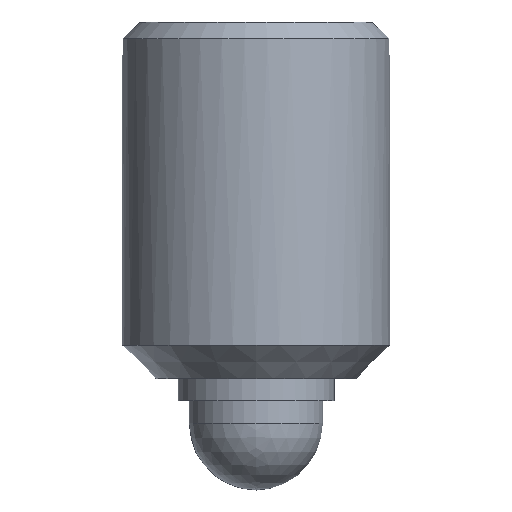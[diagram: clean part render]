
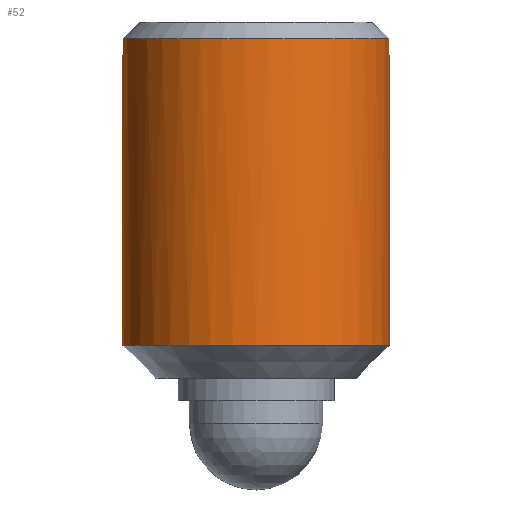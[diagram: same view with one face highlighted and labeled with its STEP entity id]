
A CAD part, left-side view. The second image highlights one B-rep face of the part: STEP entity #52.
In plain terms, the highlighted cylindrical face has radius 12 mm (diameter 24 mm), a full revolution.
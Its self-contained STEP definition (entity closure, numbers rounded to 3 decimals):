
#52 = ADVANCED_FACE( '', ( #108, #109 ), #110, .T. );
#108 = FACE_OUTER_BOUND( '', #163, .T. );
#109 = FACE_OUTER_BOUND( '', #164, .T. );
#110 = CYLINDRICAL_SURFACE( '', #165, 12. );
#163 = EDGE_LOOP( '', ( #233 ) );
#164 = EDGE_LOOP( '', ( #234, #235, #236, #237, #238, #239, #240, #241 ) );
#165 = AXIS2_PLACEMENT_3D( '', #242, #243, #244 );
#233 = ORIENTED_EDGE( '', *, *, #307, .T. );
#234 = ORIENTED_EDGE( '', *, *, #313, .F. );
#235 = ORIENTED_EDGE( '', *, *, #303, .T. );
#236 = ORIENTED_EDGE( '', *, *, #314, .F. );
#237 = ORIENTED_EDGE( '', *, *, #315, .F. );
#238 = ORIENTED_EDGE( '', *, *, #316, .F. );
#239 = ORIENTED_EDGE( '', *, *, #292, .T. );
#240 = ORIENTED_EDGE( '', *, *, #317, .F. );
#241 = ORIENTED_EDGE( '', *, *, #318, .F. );
#242 = CARTESIAN_POINT( '', ( 0., 0., 25.5 ) );
#243 = DIRECTION( '', ( 0., 0., -1. ) );
#244 = DIRECTION( '', ( 1., 0., 0. ) );
#292 = EDGE_CURVE( '', #332, #329, #333, .T. );
#303 = EDGE_CURVE( '', #351, #348, #352, .T. );
#307 = EDGE_CURVE( '', #357, #357, #358, .T. );
#313 = EDGE_CURVE( '', #351, #365, #366, .F. );
#314 = EDGE_CURVE( '', #367, #348, #368, .T. );
#315 = EDGE_CURVE( '', #369, #367, #370, .T. );
#316 = EDGE_CURVE( '', #332, #369, #371, .F. );
#317 = EDGE_CURVE( '', #372, #329, #373, .T. );
#318 = EDGE_CURVE( '', #365, #372, #374, .T. );
#329 = VERTEX_POINT( '', #385 );
#332 = VERTEX_POINT( '', #391 );
#333 = CIRCLE( '', #392, 12. );
#348 = VERTEX_POINT( '', #410 );
#351 = VERTEX_POINT( '', #416 );
#352 = CIRCLE( '', #417, 12. );
#357 = VERTEX_POINT( '', #425 );
#358 = CIRCLE( '', #426, 12. );
#365 = VERTEX_POINT( '', #434 );
#366 = LINE( '', #435, #436 );
#367 = VERTEX_POINT( '', #437 );
#368 = LINE( '', #438, #439 );
#369 = VERTEX_POINT( '', #440 );
#370 = CIRCLE( '', #441, 12. );
#371 = LINE( '', #442, #443 );
#372 = VERTEX_POINT( '', #444 );
#373 = LINE( '', #445, #446 );
#374 = CIRCLE( '', #447, 12. );
#385 = CARTESIAN_POINT( '', ( -1.25, 11.935, 40.5 ) );
#391 = CARTESIAN_POINT( '', ( -1.25, -11.935, 40.5 ) );
#392 = AXIS2_PLACEMENT_3D( '', #460, #461, #462 );
#410 = CARTESIAN_POINT( '', ( 1.25, -11.935, 40.5 ) );
#416 = CARTESIAN_POINT( '', ( 1.25, 11.935, 40.5 ) );
#417 = AXIS2_PLACEMENT_3D( '', #478, #479, #480 );
#425 = CARTESIAN_POINT( '', ( 12., 0., 13. ) );
#426 = AXIS2_PLACEMENT_3D( '', #484, #485, #486 );
#434 = CARTESIAN_POINT( '', ( 1.25, 11.935, 39. ) );
#435 = CARTESIAN_POINT( '', ( 1.25, 11.935, 25.5 ) );
#436 = VECTOR( '', #491, 1000. );
#437 = CARTESIAN_POINT( '', ( 1.25, -11.935, 39. ) );
#438 = CARTESIAN_POINT( '', ( 1.25, -11.935, 25.5 ) );
#439 = VECTOR( '', #492, 1000. );
#440 = CARTESIAN_POINT( '', ( -1.25, -11.935, 39. ) );
#441 = AXIS2_PLACEMENT_3D( '', #493, #494, #495 );
#442 = CARTESIAN_POINT( '', ( -1.25, -11.935, 25.5 ) );
#443 = VECTOR( '', #496, 1000. );
#444 = CARTESIAN_POINT( '', ( -1.25, 11.935, 39. ) );
#445 = CARTESIAN_POINT( '', ( -1.25, 11.935, 25.5 ) );
#446 = VECTOR( '', #497, 1000. );
#447 = AXIS2_PLACEMENT_3D( '', #498, #499, #500 );
#460 = CARTESIAN_POINT( '', ( 0., 0., 40.5 ) );
#461 = DIRECTION( '', ( 0., 0., -1. ) );
#462 = DIRECTION( '', ( -1., 0., 0. ) );
#478 = CARTESIAN_POINT( '', ( 0., 0., 40.5 ) );
#479 = DIRECTION( '', ( 0., 0., -1. ) );
#480 = DIRECTION( '', ( -1., 0., 0. ) );
#484 = CARTESIAN_POINT( '', ( 0., 0., 13. ) );
#485 = DIRECTION( '', ( 0., 0., 1. ) );
#486 = DIRECTION( '', ( 1., 0., 0. ) );
#491 = DIRECTION( '', ( 0., 0., 1. ) );
#492 = DIRECTION( '', ( 0., 0., 1. ) );
#493 = CARTESIAN_POINT( '', ( 0., 0., 39. ) );
#494 = DIRECTION( '', ( 0., 0., 1. ) );
#495 = DIRECTION( '', ( 1., 0., 0. ) );
#496 = DIRECTION( '', ( 0., 0., 1. ) );
#497 = DIRECTION( '', ( 0., 0., 1. ) );
#498 = CARTESIAN_POINT( '', ( 0., 0., 39. ) );
#499 = DIRECTION( '', ( 0., 0., 1. ) );
#500 = DIRECTION( '', ( 1., 0., 0. ) );
